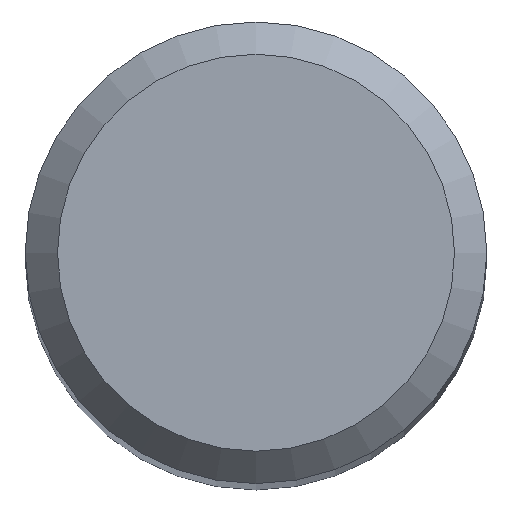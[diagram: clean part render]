
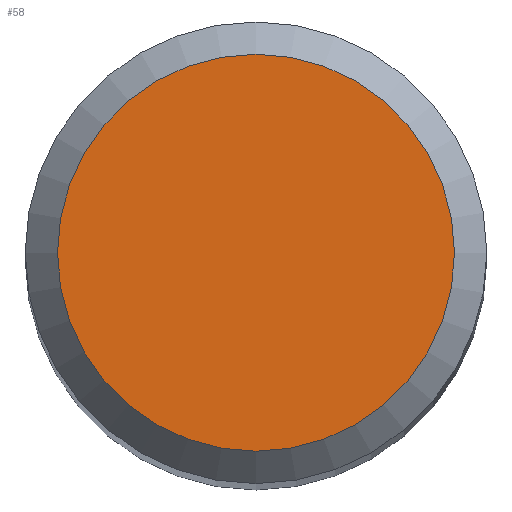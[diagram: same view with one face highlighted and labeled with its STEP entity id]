
A CAD part, top view. The second image highlights one B-rep face of the part: STEP entity #58.
In plain terms, the highlighted planar face has unit normal (0, 0, 1).
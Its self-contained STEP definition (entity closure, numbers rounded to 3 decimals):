
#44=PLANE('',#180);
#51=FACE_OUTER_BOUND('',#82,.T.);
#58=ADVANCED_FACE('',(#51),#44,.T.);
#82=EDGE_LOOP('',(#96));
#96=ORIENTED_EDGE('',*,*,#113,.F.);
#106=VERTEX_POINT('',#292);
#113=EDGE_CURVE('',#106,#106,#120,.T.);
#120=CIRCLE('',#179,4.3);
#179=AXIS2_PLACEMENT_3D('',#291,#210,#211);
#180=AXIS2_PLACEMENT_3D('',#293,#212,#213);
#210=DIRECTION('',(0.,0.,-1.));
#211=DIRECTION('',(-1.,0.,0.));
#212=DIRECTION('',(0.,0.,1.));
#213=DIRECTION('',(-1.,0.,0.));
#291=CARTESIAN_POINT('',(0.,0.,40.));
#292=CARTESIAN_POINT('',(-4.3,0.,40.));
#293=CARTESIAN_POINT('',(4.3,0.,40.));
